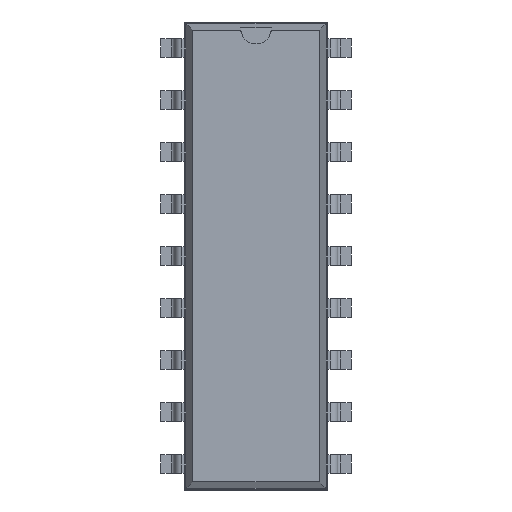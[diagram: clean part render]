
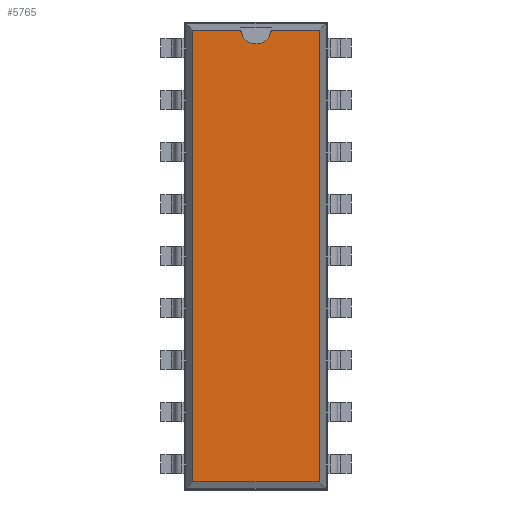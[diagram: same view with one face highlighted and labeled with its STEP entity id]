
A CAD part, top view. The second image highlights one B-rep face of the part: STEP entity #5765.
In plain terms, the highlighted planar face has unit normal (0, 0, 1).
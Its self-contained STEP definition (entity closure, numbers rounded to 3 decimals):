
#26=VECTOR('',#27,1.);
#27=DIRECTION('',(0.,1.,0.));
#33=VECTOR('',#34,1.);
#34=DIRECTION('',(-1.,0.,0.));
#40=VECTOR('',#41,1.);
#41=DIRECTION('',(0.,-1.,0.));
#45=VECTOR('',#46,1.);
#46=DIRECTION('',(1.,0.,0.));
#49=DIRECTION('',(0.,0.,-1.));
#1150=DIRECTION('',(0.,0.,-1.));
#3880=VERTEX_POINT('',#3881);
#3881=CARTESIAN_POINT('',(3.101,11.031,3.68));
#3883=ORIENTED_EDGE('',*,*,#3884,.F.);
#3884=EDGE_CURVE('',#3885,#3880,#3887,.T.);
#3885=VERTEX_POINT('',#3886);
#3886=CARTESIAN_POINT('',(3.101,-11.031,3.68));
#3887=LINE('',#3886,#26);
#4789=VERTEX_POINT('',#4790);
#4790=CARTESIAN_POINT('',(-3.101,11.031,3.68));
#4792=ORIENTED_EDGE('',*,*,#4793,.F.);
#4793=EDGE_CURVE('',#4794,#4789,#4796,.T.);
#4794=VERTEX_POINT('',#4795);
#4795=CARTESIAN_POINT('',(-0.746,11.031,3.68));
#4796=LINE('',#3881,#33);
#4815=VERTEX_POINT('',#4816);
#4816=CARTESIAN_POINT('',(0.746,11.031,3.68));
#4822=ORIENTED_EDGE('',*,*,#4823,.F.);
#4823=EDGE_CURVE('',#3880,#4815,#4796,.T.);
#4858=VERTEX_POINT('',#4859);
#4859=CARTESIAN_POINT('',(-3.101,-11.031,3.68));
#4861=ORIENTED_EDGE('',*,*,#4862,.F.);
#4862=EDGE_CURVE('',#4789,#4858,#4863,.T.);
#4863=LINE('',#4790,#40);
#5760=ORIENTED_EDGE('',*,*,#5761,.F.);
#5761=EDGE_CURVE('',#4858,#3885,#5762,.T.);
#5762=LINE('',#4859,#45);
#5765=ADVANCED_FACE('',(#5766),#5777,.F.);
#5766=FACE_BOUND('',#5767,.F.);
#5767=EDGE_LOOP('',(#3883,#5760,#4861,#4792,#5768,#5775,#4822));
#5768=ORIENTED_EDGE('',*,*,#5769,.F.);
#5769=EDGE_CURVE('',#5770,#4794,#5772,.T.);
#5770=VERTEX_POINT('',#5771);
#5771=CARTESIAN_POINT('',(0.,10.356,3.68));
#5772=CIRCLE('',#5773,0.75);
#5773=AXIS2_PLACEMENT_3D('',#5774,#1150,#41);
#5774=CARTESIAN_POINT('',(0.,11.106,3.68));
#5775=ORIENTED_EDGE('',*,*,#5776,.F.);
#5776=EDGE_CURVE('',#4815,#5770,#5772,.T.);
#5777=PLANE('',#5778);
#5778=AXIS2_PLACEMENT_3D('',#3886,#49,#5779);
#5779=DIRECTION('',(-0.271,0.963,0.));
